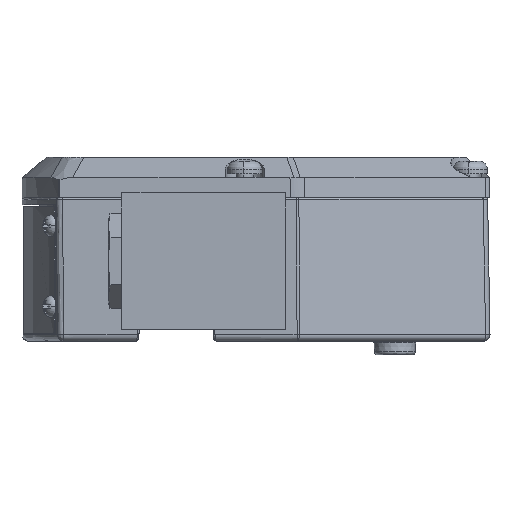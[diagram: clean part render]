
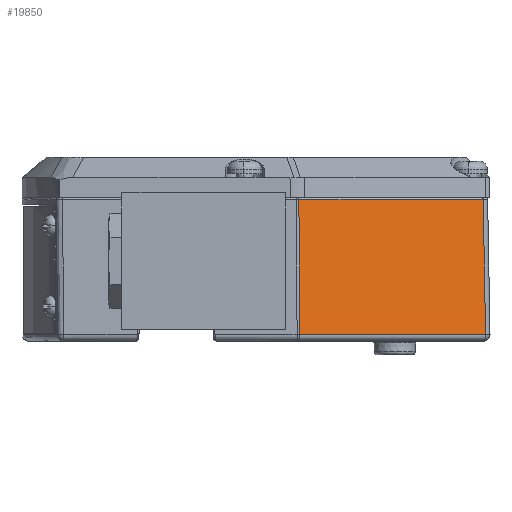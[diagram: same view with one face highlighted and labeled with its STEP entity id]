
A CAD part, front view. The second image highlights one B-rep face of the part: STEP entity #19850.
In plain terms, the highlighted planar face has unit normal (0.342, -0.94, 0.018).
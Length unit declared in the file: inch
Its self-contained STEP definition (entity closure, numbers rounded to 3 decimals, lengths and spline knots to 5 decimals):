
#1068 = VECTOR ( 'NONE', #24469, 39.37008 ) ;
#1133 = EDGE_CURVE ( 'NONE', #4282, #4944, #12531, .T. ) ;
#1502 = FACE_OUTER_BOUND ( 'NONE', #2800, .T. ) ;
#1597 = ORIENTED_EDGE ( 'NONE', *, *, #19538, .T. ) ;
#2800 = EDGE_LOOP ( 'NONE', ( #8391, #10314, #28459, #1597 ) ) ;
#4282 = VERTEX_POINT ( 'NONE', #16031 ) ;
#4944 = VERTEX_POINT ( 'NONE', #7428 ) ;
#6431 = VECTOR ( 'NONE', #18932, 39.37008 ) ;
#7355 = DIRECTION ( 'NONE',  ( 0.003, -0.017, -1. ) ) ;
#7428 = CARTESIAN_POINT ( 'NONE',  ( -1.75449, -1.31094, 0.42346 ) ) ;
#8391 = ORIENTED_EDGE ( 'NONE', *, *, #1133, .T. ) ;
#9718 = DIRECTION ( 'NONE',  ( 0.94, 0.342, 0. ) ) ;
#10314 = ORIENTED_EDGE ( 'NONE', *, *, #24369, .F. ) ;
#10607 = LINE ( 'NONE', #10780, #6431 ) ;
#10780 = CARTESIAN_POINT ( 'NONE',  ( -0.04939, -0.69033, 0.42346 ) ) ;
#10813 = EDGE_CURVE ( 'NONE', #17150, #29363, #10607, .T. ) ;
#12531 = LINE ( 'NONE', #29318, #17469 ) ;
#14198 = CARTESIAN_POINT ( 'NONE',  ( -0.01525, -0.65496, 1.65864 ) ) ;
#14511 = PLANE ( 'NONE',  #34484 ) ;
#16031 = CARTESIAN_POINT ( 'NONE',  ( -1.7583, -1.28938, 1.65864 ) ) ;
#17150 = VERTEX_POINT ( 'NONE', #18806 ) ;
#17339 = CARTESIAN_POINT ( 'NONE',  ( -0.0075, -0.67626, 0.36037 ) ) ;
#17469 = VECTOR ( 'NONE', #7355, 39.37008 ) ;
#17508 = CARTESIAN_POINT ( 'NONE',  ( -0.07095, -0.67524, 1.65864 ) ) ;
#18806 = CARTESIAN_POINT ( 'NONE',  ( -0.04939, -0.69033, 0.42346 ) ) ;
#18932 = DIRECTION ( 'NONE',  ( -0.017, 0.012, 1. ) ) ;
#19538 = EDGE_CURVE ( 'NONE', #29363, #4282, #24827, .T. ) ;
#19607 = LINE ( 'NONE', #27733, #24618 ) ;
#19850 = ADVANCED_FACE ( 'NONE', ( #1502 ), #14511, .T. ) ;
#24369 = EDGE_CURVE ( 'NONE', #17150, #4944, #19607, .T. ) ;
#24469 = DIRECTION ( 'NONE',  ( -0.94, -0.342, 0. ) ) ;
#24618 = VECTOR ( 'NONE', #33050, 39.37008 ) ;
#24827 = LINE ( 'NONE', #14198, #1068 ) ;
#27733 = CARTESIAN_POINT ( 'NONE',  ( -0.50432, -0.85591, 0.42346 ) ) ;
#28459 = ORIENTED_EDGE ( 'NONE', *, *, #10813, .T. ) ;
#29318 = CARTESIAN_POINT ( 'NONE',  ( -1.7583, -1.28938, 1.65864 ) ) ;
#29363 = VERTEX_POINT ( 'NONE', #17508 ) ;
#30613 = DIRECTION ( 'NONE',  ( 0.342, -0.94, 0.017 ) ) ;
#33050 = DIRECTION ( 'NONE',  ( -0.94, -0.342, 0. ) ) ;
#34484 = AXIS2_PLACEMENT_3D ( 'NONE', #17339, #30613, #9718 ) ;
